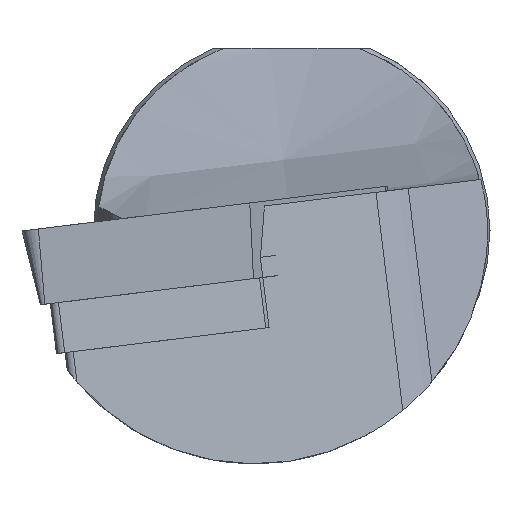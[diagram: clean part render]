
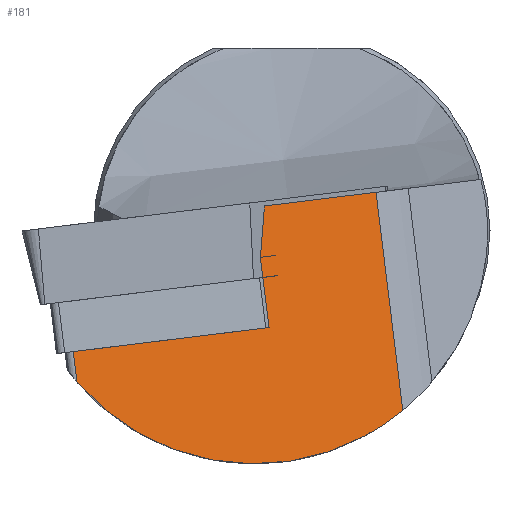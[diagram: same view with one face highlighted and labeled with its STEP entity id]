
A CAD part, left-side view. The second image highlights one B-rep face of the part: STEP entity #181.
In plain terms, the highlighted planar face has unit normal (-0.954, -0.296, 0.036).
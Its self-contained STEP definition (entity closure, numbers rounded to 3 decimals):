
#130=ELLIPSE('',#891,15.403,14.7);
#181=ADVANCED_FACE('',(#251),#225,.F.);
#225=PLANE('',#892);
#251=FACE_OUTER_BOUND('',#294,.T.);
#294=EDGE_LOOP('',(#368,#369,#370,#371,#372,#373,#374,#375));
#368=ORIENTED_EDGE('',*,*,#664,.F.);
#369=ORIENTED_EDGE('',*,*,#665,.T.);
#370=ORIENTED_EDGE('',*,*,#666,.T.);
#371=ORIENTED_EDGE('',*,*,#667,.F.);
#372=ORIENTED_EDGE('',*,*,#646,.F.);
#373=ORIENTED_EDGE('',*,*,#668,.F.);
#374=ORIENTED_EDGE('',*,*,#634,.T.);
#375=ORIENTED_EDGE('',*,*,#669,.T.);
#559=VERTEX_POINT('',#1159);
#561=VERTEX_POINT('',#1162);
#571=VERTEX_POINT('',#1186);
#572=VERTEX_POINT('',#1188);
#587=VERTEX_POINT('',#1232);
#588=VERTEX_POINT('',#1233);
#589=VERTEX_POINT('',#1235);
#590=VERTEX_POINT('',#1237);
#634=EDGE_CURVE('',#561,#559,#747,.T.);
#646=EDGE_CURVE('',#571,#572,#757,.T.);
#664=EDGE_CURVE('',#587,#588,#771,.T.);
#665=EDGE_CURVE('',#587,#589,#772,.T.);
#666=EDGE_CURVE('',#589,#590,#130,.T.);
#667=EDGE_CURVE('',#572,#590,#773,.T.);
#668=EDGE_CURVE('',#561,#571,#774,.T.);
#669=EDGE_CURVE('',#559,#588,#775,.T.);
#747=LINE('',#1161,#814);
#757=LINE('',#1187,#824);
#771=LINE('',#1231,#838);
#772=LINE('',#1234,#839);
#773=LINE('',#1238,#840);
#774=LINE('',#1239,#841);
#775=LINE('',#1240,#842);
#814=VECTOR('',#953,1.);
#824=VECTOR('',#973,1.);
#838=VECTOR('',#997,1.);
#839=VECTOR('',#998,1.);
#840=VECTOR('',#1001,1.);
#841=VECTOR('',#1002,1.);
#842=VECTOR('',#1003,1.);
#891=AXIS2_PLACEMENT_3D('',#1236,#999,#1000);
#892=AXIS2_PLACEMENT_3D('',#1241,#1004,#1005);
#953=DIRECTION('',(0.,-0.122,-0.993));
#973=DIRECTION('',(0.299,-0.947,0.116));
#997=DIRECTION('',(0.299,-0.947,0.116));
#998=DIRECTION('',(0.,-0.122,-0.993));
#999=DIRECTION('',(-0.954,-0.296,0.036));
#1000=DIRECTION('',(0.299,-0.947,0.116));
#1001=DIRECTION('',(0.,-0.122,-0.993));
#1002=DIRECTION('',(0.063,-0.079,0.995));
#1003=DIRECTION('',(0.,-0.122,-0.993));
#1004=DIRECTION('',(0.954,0.296,-0.036));
#1005=DIRECTION('',(0.297,-0.955,0.));
#1159=CARTESIAN_POINT('',(5.257,1.817,-2.953));
#1161=CARTESIAN_POINT('',(5.257,5.085,23.667));
#1162=CARTESIAN_POINT('',(5.257,1.973,-1.682));
#1186=CARTESIAN_POINT('',(5.46,1.716,1.553));
#1187=CARTESIAN_POINT('',(1.366,14.701,-0.042));
#1188=CARTESIAN_POINT('',(7.677,-5.316,2.416));
#1231=CARTESIAN_POINT('',(1.366,13.77,-7.625));
#1232=CARTESIAN_POINT('',(1.366,13.77,-7.625));
#1233=CARTESIAN_POINT('',(5.257,1.429,-6.11));
#1234=CARTESIAN_POINT('',(1.366,12.3,-19.595));
#1235=CARTESIAN_POINT('',(1.366,13.534,-9.539));
#1236=CARTESIAN_POINT('',(5.204,2.35,0.));
#1237=CARTESIAN_POINT('',(7.677,-7.005,-11.339));
#1238=CARTESIAN_POINT('',(7.677,-7.717,-17.137));
#1239=CARTESIAN_POINT('',(4.077,3.467,-20.468));
#1240=CARTESIAN_POINT('',(5.257,5.085,23.667));
#1241=CARTESIAN_POINT('',(1.366,12.3,-19.595));
